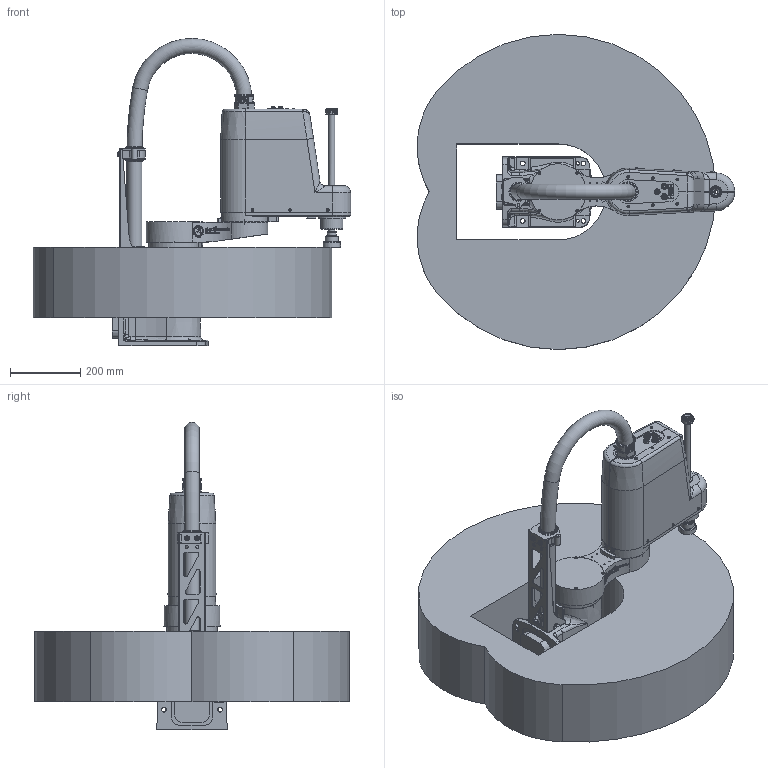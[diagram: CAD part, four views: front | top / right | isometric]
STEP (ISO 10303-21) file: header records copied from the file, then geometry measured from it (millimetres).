
FILE_DESCRIPTION(/* description */ ('Norm.iam Teamplte'),/* implementation_level */ '2;1');
FILE_NAME(/* name */ '3D-model_AT_00039.stp',/* time_stamp */ '2025-06-30T15:03:47+02:00',/* author */ ('guillaume.haas'),/* organization */ (''),/* preprocessor_version */ 'ST-DEVELOPER v19.2',/* originating_system */ 'Autodesk Inventor 2023',/* authorisation */ '');
FILE_SCHEMA (('AUTOMOTIVE_DESIGN { 1 0 10303 214 3 1 1 }'));
Products named in the file (7): AT_00039_DUMMY sCara4-450-1kg; MT_WST00118730; MT_WST00118814; MT_WST00118787; MT_WST00117685 Kabel; MT_WST00118788; MT_WST00117767 n/a
Assembly tree (6 placements, depth 2):
  AT_00039_DUMMY sCara4-450-1kg
    MT_WST00118730
    MT_WST00118814
    MT_WST00118787
    MT_WST00117685 Kabel
    MT_WST00118788
    MT_WST00117767 n/a
Bounding box: 906.47 x 900 x 876.9 mm (x, y, z)
Volume: 124053800.2 mm3; surface area: 3109614.9 mm2
Topology: 6 solids, 7 shells, 2391 faces, 6068 edges, 3924 vertices
Faces by surface type: plane 1132, cylinder 562, bspline 453, cone 130, torus 106, sphere 8
Full cylindrical faces by diameter (mm): 1 x15, 3.05 x2, 3.242 x4, 3.8 x1, 4 x3, 4.134 x5, 4.917 x5, 5 x2, 5.4 x1, 5.5 x2, 6 x3, 6.647 x2, 7 x2, 7.6 x16, 8 x4, 8.5 x1, 9 x3, 10 x12, 11 x2, 11.5 x2, 11.6 x2, 12 x4, 13.5 x8, 14 x2, 17.143 x2, 18 x8, 23.9 x1, 25 x3, 29 x1, 30 x1
Entity records: 99666 total; most frequent: CARTESIAN_POINT 41817, ORIENTED_EDGE 12072, DIRECTION 10543, EDGE_CURVE 6036, VERTEX_POINT 3924, AXIS2_PLACEMENT_3D 3814, LINE 2915, VECTOR 2915
